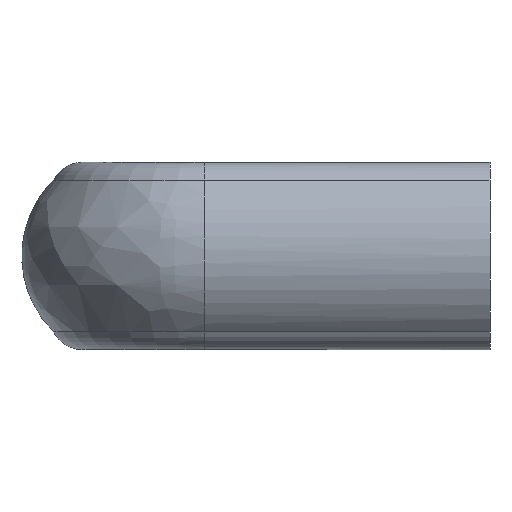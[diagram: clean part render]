
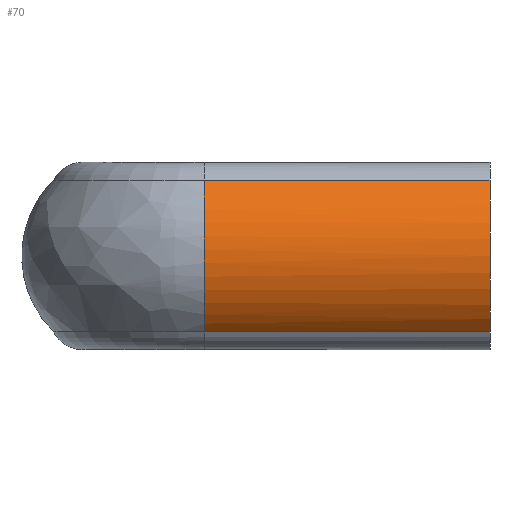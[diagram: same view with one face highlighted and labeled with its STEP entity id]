
A CAD part, left-side view. The second image highlights one B-rep face of the part: STEP entity #70.
In plain terms, the highlighted cylindrical face has radius 11.396 mm (diameter 22.793 mm), a partial arc.
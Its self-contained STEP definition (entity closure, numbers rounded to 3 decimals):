
#70 = ADVANCED_FACE( '', ( #153 ), #154, .T. );
#153 = FACE_OUTER_BOUND( '', #274, .T. );
#154 = CYLINDRICAL_SURFACE( '', #275, 11.396 );
#274 = EDGE_LOOP( '', ( #428, #429, #430, #431 ) );
#275 = AXIS2_PLACEMENT_3D( '', #432, #433, #434 );
#428 = ORIENTED_EDGE( '', *, *, #605, .T. );
#429 = ORIENTED_EDGE( '', *, *, #577, .F. );
#430 = ORIENTED_EDGE( '', *, *, #606, .F. );
#431 = ORIENTED_EDGE( '', *, *, #607, .T. );
#432 = CARTESIAN_POINT( '', ( 11.397, 0., 0. ) );
#433 = DIRECTION( '', ( 0., -1., 0. ) );
#434 = DIRECTION( '', ( 0., 0., 1. ) );
#577 = EDGE_CURVE( '', #663, #658, #665, .T. );
#605 = EDGE_CURVE( '', #705, #658, #706, .T. );
#606 = EDGE_CURVE( '', #707, #663, #708, .T. );
#607 = EDGE_CURVE( '', #707, #705, #709, .T. );
#658 = VERTEX_POINT( '', #777 );
#663 = VERTEX_POINT( '', #792 );
#665 = LINE( '', #794, #795 );
#705 = VERTEX_POINT( '', #902 );
#706 = B_SPLINE_CURVE_WITH_KNOTS( '', 3, ( #903, #904, #905, #906, #907, #908, #909, #910, #911, #912 ), .UNSPECIFIED., .F., .F., ( 4, 2, 2, 2, 4 ), ( 0., 0.25, 0.5, 0.75, 1. ), .UNSPECIFIED. );
#707 = VERTEX_POINT( '', #913 );
#708 = CIRCLE( '', #914, 11.396 );
#709 = LINE( '', #915, #916 );
#777 = CARTESIAN_POINT( '', ( 3.395, 30.5, -8.115 ) );
#792 = CARTESIAN_POINT( '', ( 3.395, 0., -8.114 ) );
#794 = CARTESIAN_POINT( '', ( 3.395, 0., -8.114 ) );
#795 = VECTOR( '', #1029, 1000. );
#902 = CARTESIAN_POINT( '', ( 3.395, 30.5, 8.114 ) );
#903 = CARTESIAN_POINT( '', ( 3.395, 30.5, 8.114 ) );
#904 = CARTESIAN_POINT( '', ( 2.323, 30.5, 7.057 ) );
#905 = CARTESIAN_POINT( '', ( 1.464, 30.5, 5.786 ) );
#906 = CARTESIAN_POINT( '', ( 0.303, 30.5, 3.009 ) );
#907 = CARTESIAN_POINT( '', ( 0.001, 30.5, 1.505 ) );
#908 = CARTESIAN_POINT( '', ( 0.001, 30.5, -1.505 ) );
#909 = CARTESIAN_POINT( '', ( 0.303, 30.5, -3.009 ) );
#910 = CARTESIAN_POINT( '', ( 1.464, 30.5, -5.786 ) );
#911 = CARTESIAN_POINT( '', ( 2.323, 30.5, -7.057 ) );
#912 = CARTESIAN_POINT( '', ( 3.395, 30.5, -8.114 ) );
#913 = CARTESIAN_POINT( '', ( 3.395, 0., 8.114 ) );
#914 = AXIS2_PLACEMENT_3D( '', #1058, #1059, #1060 );
#915 = CARTESIAN_POINT( '', ( 3.395, 0., 8.114 ) );
#916 = VECTOR( '', #1061, 1000. );
#1029 = DIRECTION( '', ( 0., 1., 0. ) );
#1058 = CARTESIAN_POINT( '', ( 11.397, 0., 0. ) );
#1059 = DIRECTION( '', ( 0., -1., 0. ) );
#1060 = DIRECTION( '', ( 0., 0., 1. ) );
#1061 = DIRECTION( '', ( 0., 1., 0. ) );
